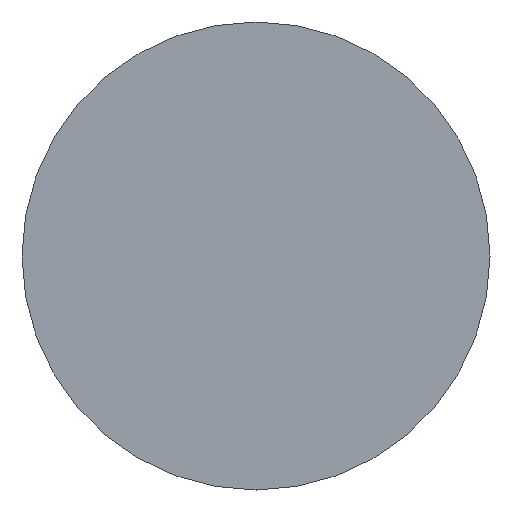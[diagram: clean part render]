
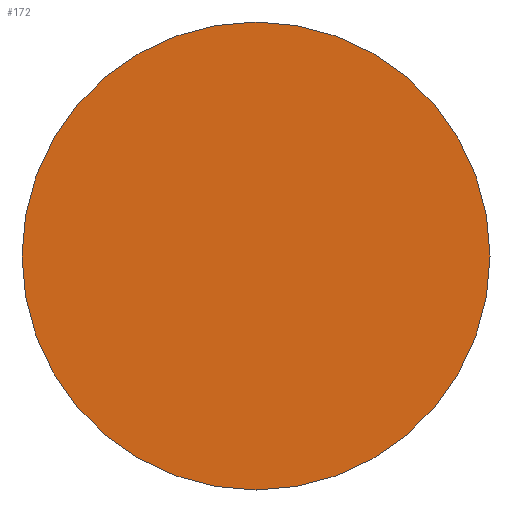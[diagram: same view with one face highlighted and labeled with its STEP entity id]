
A CAD part, left-side view. The second image highlights one B-rep face of the part: STEP entity #172.
In plain terms, the highlighted planar face has unit normal (-1, 0, 0).
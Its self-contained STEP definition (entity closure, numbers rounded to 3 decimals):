
#2 = ORIENTED_EDGE ( 'NONE', *, *, #133, .T. ) ;
#7 = AXIS2_PLACEMENT_3D ( 'NONE', #28, #147, #122 ) ;
#13 = PLANE ( 'NONE',  #118 ) ;
#18 = CARTESIAN_POINT ( 'NONE',  ( 119.363, 71.194, 0. ) ) ;
#26 = AXIS2_PLACEMENT_3D ( 'NONE', #18, #129, #60 ) ;
#28 = CARTESIAN_POINT ( 'NONE',  ( 119.363, 71.194, 0. ) ) ;
#35 = VERTEX_POINT ( 'NONE', #40 ) ;
#40 = CARTESIAN_POINT ( 'NONE',  ( 119.363, 71.194, -12.7 ) ) ;
#44 = DIRECTION ( 'NONE',  ( 1., 0., 0. ) ) ;
#60 = DIRECTION ( 'NONE',  ( 0., 0., 1. ) ) ;
#72 = EDGE_LOOP ( 'NONE', ( #2, #168 ) ) ;
#87 = CIRCLE ( 'NONE', #7, 12.7 ) ;
#95 = CARTESIAN_POINT ( 'NONE',  ( 119.363, 71.194, 12.7 ) ) ;
#99 = CIRCLE ( 'NONE', #26, 12.7 ) ;
#101 = CARTESIAN_POINT ( 'NONE',  ( 119.363, 71.194, 0. ) ) ;
#118 = AXIS2_PLACEMENT_3D ( 'NONE', #101, #44, #154 ) ;
#119 = FACE_OUTER_BOUND ( 'NONE', #72, .T. ) ;
#122 = DIRECTION ( 'NONE',  ( 0., 0., 1. ) ) ;
#129 = DIRECTION ( 'NONE',  ( -1., 0., 0. ) ) ;
#133 = EDGE_CURVE ( 'NONE', #144, #35, #87, .T. ) ;
#144 = VERTEX_POINT ( 'NONE', #95 ) ;
#147 = DIRECTION ( 'NONE',  ( -1., 0., 0. ) ) ;
#154 = DIRECTION ( 'NONE',  ( 0., 0., -1. ) ) ;
#168 = ORIENTED_EDGE ( 'NONE', *, *, #170, .T. ) ;
#170 = EDGE_CURVE ( 'NONE', #35, #144, #99, .T. ) ;
#172 = ADVANCED_FACE ( 'NONE', ( #119 ), #13, .F. ) ;
